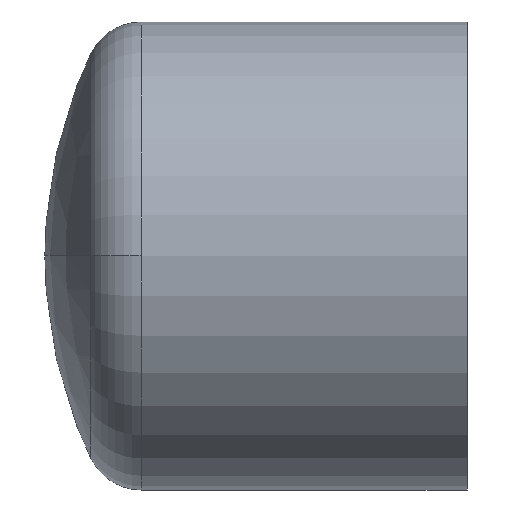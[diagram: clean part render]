
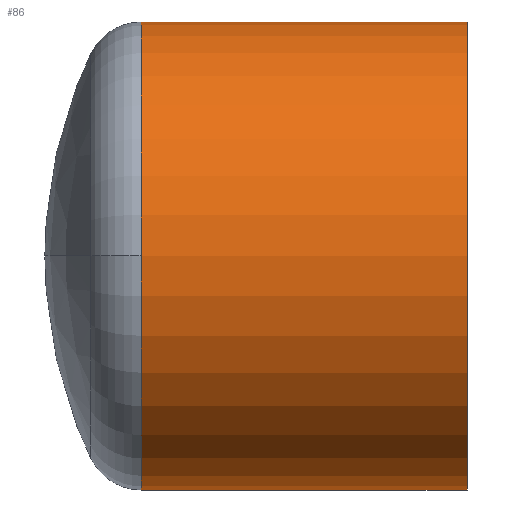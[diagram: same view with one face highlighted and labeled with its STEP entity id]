
A CAD part, top view. The second image highlights one B-rep face of the part: STEP entity #86.
In plain terms, the highlighted cylindrical face has radius 112.5 mm (diameter 225 mm), a partial arc.
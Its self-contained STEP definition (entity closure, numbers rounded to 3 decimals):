
#86 = ADVANCED_FACE( '', ( #223 ), #224, .T. );
#88 = VERTEX_POINT( '', #226 );
#96 = VERTEX_POINT( '', #234 );
#104 = EDGE_CURVE( '', #140, #134, #244, .T. );
#116 = EDGE_CURVE( '', #88, #122, #258, .T. );
#122 = VERTEX_POINT( '', #266 );
#132 = EDGE_CURVE( '', #88, #140, #277, .T. );
#134 = VERTEX_POINT( '', #279 );
#140 = VERTEX_POINT( '', #285 );
#180 = EDGE_CURVE( '', #122, #96, #328, .T. );
#202 = EDGE_CURVE( '', #96, #134, #352, .T. );
#223 = FACE_OUTER_BOUND( '', #363, .T. );
#224 = CYLINDRICAL_SURFACE( '', #364, 112.5 );
#226 = CARTESIAN_POINT( '', ( -156.714, -112.5, 0. ) );
#234 = CARTESIAN_POINT( '', ( 0., 112.5, 0. ) );
#244 = CIRCLE( '', #387, 112.5 );
#258 = LINE( '', #404, #405 );
#266 = CARTESIAN_POINT( '', ( 0., -112.5, 0. ) );
#277 = CIRCLE( '', #428, 112.5 );
#279 = CARTESIAN_POINT( '', ( -156.714, 112.5, 0. ) );
#285 = CARTESIAN_POINT( '', ( -156.714, 0., 112.5 ) );
#328 = CIRCLE( '', #492, 112.5 );
#352 = LINE( '', #522, #523 );
#363 = EDGE_LOOP( '', ( #535, #536, #537, #538, #539 ) );
#364 = AXIS2_PLACEMENT_3D( '', #540, #541, #542 );
#387 = AXIS2_PLACEMENT_3D( '', #568, #569, #570 );
#404 = CARTESIAN_POINT( '', ( -78.357, -112.5, 0. ) );
#405 = VECTOR( '', #596, 1. );
#428 = AXIS2_PLACEMENT_3D( '', #620, #621, #622 );
#492 = AXIS2_PLACEMENT_3D( '', #673, #674, #675 );
#522 = CARTESIAN_POINT( '', ( -78.357, 112.5, 0. ) );
#523 = VECTOR( '', #709, 1. );
#535 = ORIENTED_EDGE( '', *, *, #202, .T. );
#536 = ORIENTED_EDGE( '', *, *, #104, .F. );
#537 = ORIENTED_EDGE( '', *, *, #132, .F. );
#538 = ORIENTED_EDGE( '', *, *, #116, .T. );
#539 = ORIENTED_EDGE( '', *, *, #180, .T. );
#540 = CARTESIAN_POINT( '', ( -78.357, 0., 0. ) );
#541 = DIRECTION( '', ( 1., 0., 0. ) );
#542 = DIRECTION( '', ( 0., 1., 0. ) );
#568 = CARTESIAN_POINT( '', ( -156.714, 0., 0. ) );
#569 = DIRECTION( '', ( -1., 0., 0. ) );
#570 = DIRECTION( '', ( 0., 1., 0. ) );
#596 = DIRECTION( '', ( 1., 0., 0. ) );
#620 = CARTESIAN_POINT( '', ( -156.714, 0., 0. ) );
#621 = DIRECTION( '', ( -1., 0., 0. ) );
#622 = DIRECTION( '', ( 0., 1., 0. ) );
#673 = CARTESIAN_POINT( '', ( 0., 0., 0. ) );
#674 = DIRECTION( '', ( -1., 0., 0. ) );
#675 = DIRECTION( '', ( 0., 1., 0. ) );
#709 = DIRECTION( '', ( -1., 0., 0. ) );
